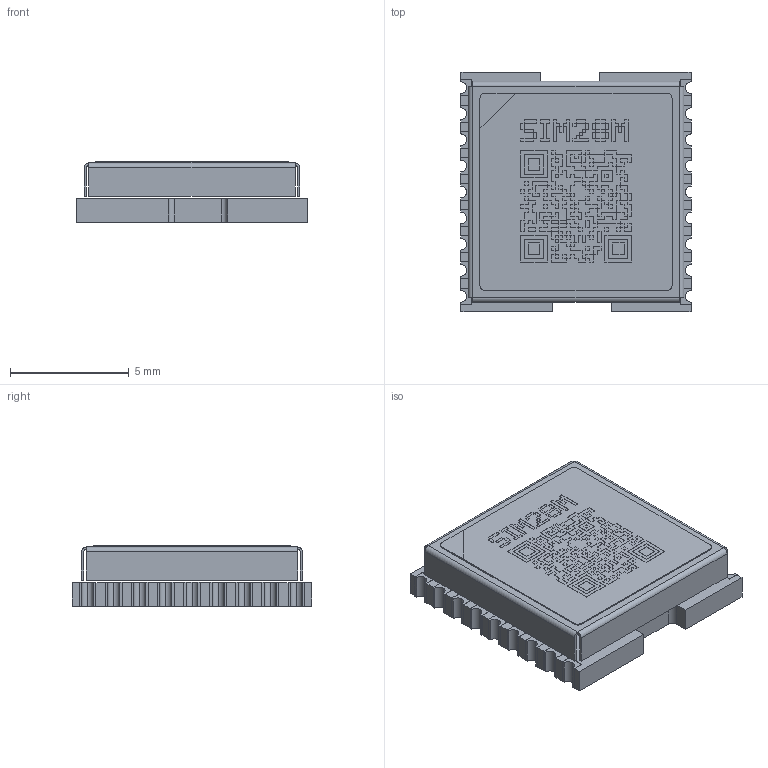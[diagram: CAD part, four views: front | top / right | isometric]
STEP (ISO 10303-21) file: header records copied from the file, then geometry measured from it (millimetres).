
FILE_DESCRIPTION (( 'STEP AP214' ), '1' );
FILE_NAME ('5159623E-75F4-4CA1-9123-CE651E8D40F3.STEP', '2023-09-07T09:46:57', ( '' ), ( '' ), 'SwSTEP 2.0', 'SolidWorks 2022', '' );
FILE_SCHEMA (( 'AUTOMOTIVE_DESIGN' ));
Length unit declared in the file: millimetre
Products named in the file (1): 5159623E-75F4-4CA1-9123-CE651E8D40F3
Bounding box: 9.72 x 10.1 x 2.57 mm (x, y, z)
Volume: 108.2 mm3; surface area: 498.4 mm2
Topology: 2 solids, 2 shells, 1046 faces, 2659 edges, 1659 vertices
Faces by surface type: plane 999, cylinder 47
Entity records: 42090 total; most frequent: CARTESIAN_POINT 5378, ORIENTED_EDGE 5318, DIRECTION 4847, EDGE_CURVE 2659, LINE 2565, VECTOR 2565, VERTEX_POINT 1672, AXIS2_PLACEMENT_3D 1141
